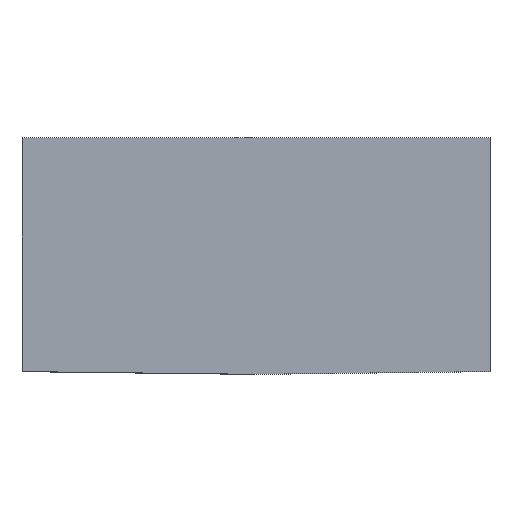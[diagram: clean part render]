
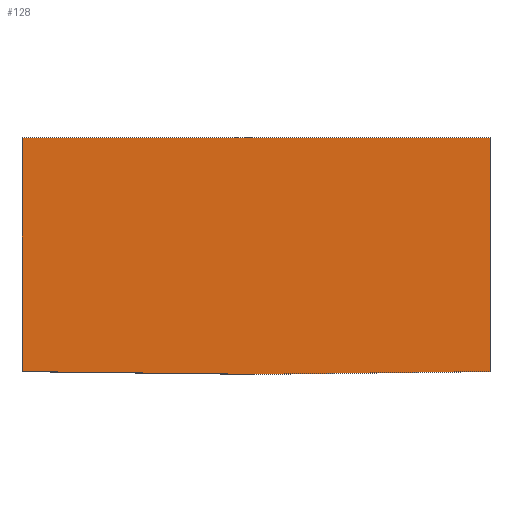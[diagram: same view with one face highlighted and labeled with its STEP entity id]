
A CAD part, top view. The second image highlights one B-rep face of the part: STEP entity #128.
In plain terms, the highlighted planar face has unit normal (0, 0, 1).
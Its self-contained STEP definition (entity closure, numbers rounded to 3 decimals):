
#1 = ORIENTED_EDGE ( 'NONE', *, *, #211, .T. ) ;
#2 = LINE ( 'NONE', #127, #189 ) ;
#13 = ORIENTED_EDGE ( 'NONE', *, *, #69, .T. ) ;
#14 = DIRECTION ( 'NONE',  ( -1., 0., 0. ) ) ;
#15 = DIRECTION ( 'NONE',  ( 0., 0., 1. ) ) ;
#20 = LINE ( 'NONE', #25, #120 ) ;
#21 = ORIENTED_EDGE ( 'NONE', *, *, #29, .T. ) ;
#22 = VERTEX_POINT ( 'NONE', #35 ) ;
#25 = CARTESIAN_POINT ( 'NONE',  ( -14.3, 14.468, 3.2 ) ) ;
#29 = EDGE_CURVE ( 'NONE', #152, #122, #2, .T. ) ;
#32 = VECTOR ( 'NONE', #159, 1000. ) ;
#34 = CARTESIAN_POINT ( 'NONE',  ( -14.3, 0.168, 3.2 ) ) ;
#35 = CARTESIAN_POINT ( 'NONE',  ( 0., 0., 3.2 ) ) ;
#39 = VERTEX_POINT ( 'NONE', #163 ) ;
#41 = EDGE_LOOP ( 'NONE', ( #106, #1, #21, #138, #13 ) ) ;
#56 = CARTESIAN_POINT ( 'NONE',  ( 0., 0., 3.2 ) ) ;
#69 = EDGE_CURVE ( 'NONE', #39, #22, #134, .T. ) ;
#70 = CARTESIAN_POINT ( 'NONE',  ( 14.3, 0.168, 3.2 ) ) ;
#72 = DIRECTION ( 'NONE',  ( 1., 0., 0. ) ) ;
#73 = LINE ( 'NONE', #137, #92 ) ;
#80 = VECTOR ( 'NONE', #198, 1000. ) ;
#81 = EDGE_CURVE ( 'NONE', #22, #229, #130, .T. ) ;
#92 = VECTOR ( 'NONE', #175, 1000. ) ;
#104 = AXIS2_PLACEMENT_3D ( 'NONE', #56, #15, #72 ) ;
#106 = ORIENTED_EDGE ( 'NONE', *, *, #81, .T. ) ;
#116 = DIRECTION ( 'NONE',  ( 0., -1., 0. ) ) ;
#120 = VECTOR ( 'NONE', #116, 1000. ) ;
#122 = VERTEX_POINT ( 'NONE', #179 ) ;
#127 = CARTESIAN_POINT ( 'NONE',  ( 14.3, 14.468, 3.2 ) ) ;
#128 = ADVANCED_FACE ( 'NONE', ( #219 ), #145, .T. ) ;
#130 = LINE ( 'NONE', #70, #32 ) ;
#134 = LINE ( 'NONE', #34, #80 ) ;
#137 = CARTESIAN_POINT ( 'NONE',  ( 14.3, 14.468, 3.2 ) ) ;
#138 = ORIENTED_EDGE ( 'NONE', *, *, #196, .T. ) ;
#145 = PLANE ( 'NONE',  #104 ) ;
#151 = CARTESIAN_POINT ( 'NONE',  ( 14.3, 0.168, 3.2 ) ) ;
#152 = VERTEX_POINT ( 'NONE', #201 ) ;
#159 = DIRECTION ( 'NONE',  ( 1., 0.012, 0. ) ) ;
#163 = CARTESIAN_POINT ( 'NONE',  ( -14.3, 0.168, 3.2 ) ) ;
#175 = DIRECTION ( 'NONE',  ( 0., 1., 0. ) ) ;
#179 = CARTESIAN_POINT ( 'NONE',  ( -14.3, 14.468, 3.2 ) ) ;
#189 = VECTOR ( 'NONE', #14, 1000. ) ;
#196 = EDGE_CURVE ( 'NONE', #122, #39, #20, .T. ) ;
#198 = DIRECTION ( 'NONE',  ( 1., -0.012, 0. ) ) ;
#201 = CARTESIAN_POINT ( 'NONE',  ( 14.3, 14.468, 3.2 ) ) ;
#211 = EDGE_CURVE ( 'NONE', #229, #152, #73, .T. ) ;
#219 = FACE_OUTER_BOUND ( 'NONE', #41, .T. ) ;
#229 = VERTEX_POINT ( 'NONE', #151 ) ;
